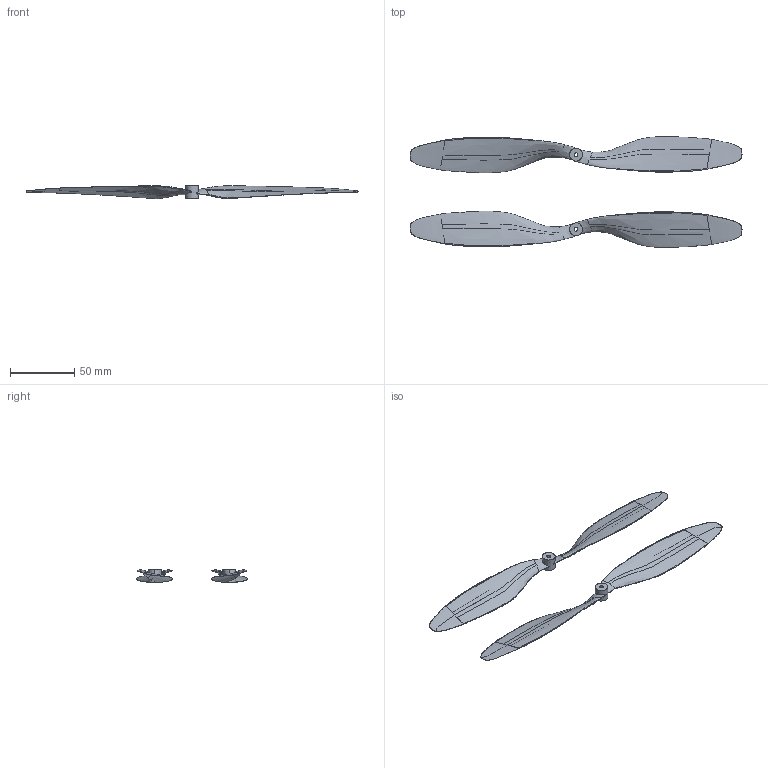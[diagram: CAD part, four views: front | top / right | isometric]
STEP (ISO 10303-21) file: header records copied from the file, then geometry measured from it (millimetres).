
FILE_DESCRIPTION(/* description */ (''),/* implementation_level */ '2;1');
FILE_NAME(/* name */ 'Propeller EPP1045 Satz',/* time_stamp */ '2008-02-25T19:35:06+01:00',/* author */ (''),/* organization */ (''),/* preprocessor_version */ 'ST-DEVELOPER v10',/* originating_system */ '',/* authorisation */ '');
FILE_SCHEMA (('CONFIG_CONTROL_DESIGN'));
Length unit declared in the file: millimetre
Products named in the file (1): 1
Bounding box: 257.82 x 86.02 x 10.31 mm (x, y, z)
Volume: 5173.1 mm3; surface area: 22921.5 mm2
Topology: 1 solids, 22 shells, 94 faces, 284 edges, 202 vertices
Faces by surface type: bspline 94
Entity records: 9341 total; most frequent: CARTESIAN_POINT 7909, ORIENTED_EDGE 442, EDGE_CURVE 264, VERTEX_POINT 192, EDGE_LOOP 100, ADVANCED_FACE 94, FACE_OUTER_BOUND 94, B_SPLINE_CURVE_WITH_KNOTS 82
